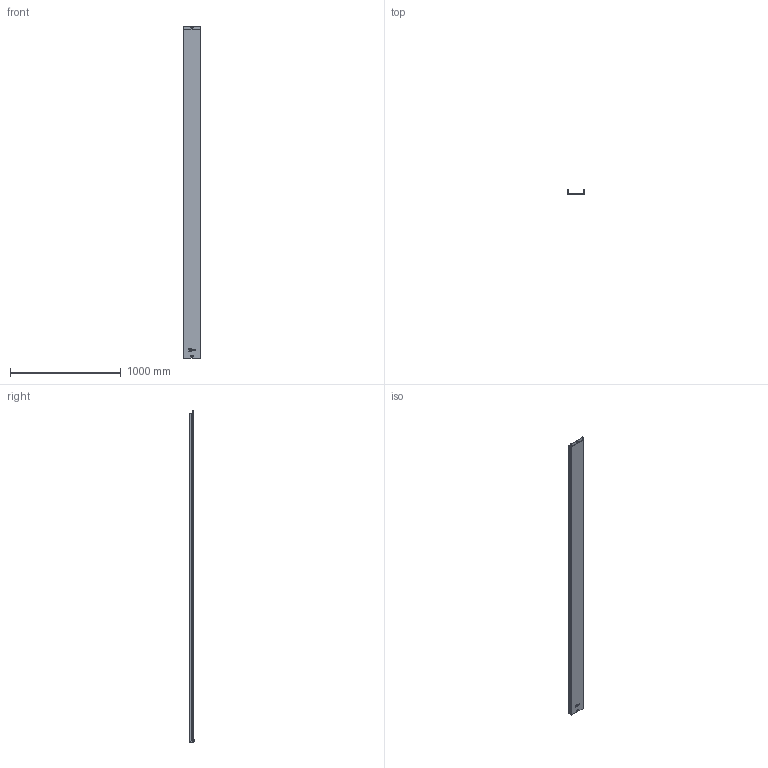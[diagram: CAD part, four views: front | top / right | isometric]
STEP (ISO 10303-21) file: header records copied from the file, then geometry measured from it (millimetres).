
FILE_DESCRIPTION (( 'STEP AP203' ), '1' );
FILE_NAME ('Cable tray 35õ150õ3000.STEP', '2019-04-24T06:20:32', ( '' ), ( '' ), 'SwSTEP 2.0', 'SolidWorks 2017', '' );
FILE_SCHEMA (( 'CONFIG_CONTROL_DESIGN' ));
Length unit declared in the file: millimetre
Products named in the file (1): Cable tray 35õ150õ3000
Bounding box: 153.17 x 36.48 x 3000 mm (x, y, z)
Volume: 516344.7 mm3; surface area: 1479915.3 mm2
Topology: 1 solids, 1 shells, 414 faces, 1006 edges, 614 vertices
Faces by surface type: plane 174, cylinder 129, bspline 69, torus 42
Entity records: 16205 total; most frequent: CARTESIAN_POINT 6871, ORIENTED_EDGE 2012, DIRECTION 1791, EDGE_CURVE 1006, AXIS2_PLACEMENT_3D 617, VERTEX_POINT 614, LINE 557, VECTOR 557
